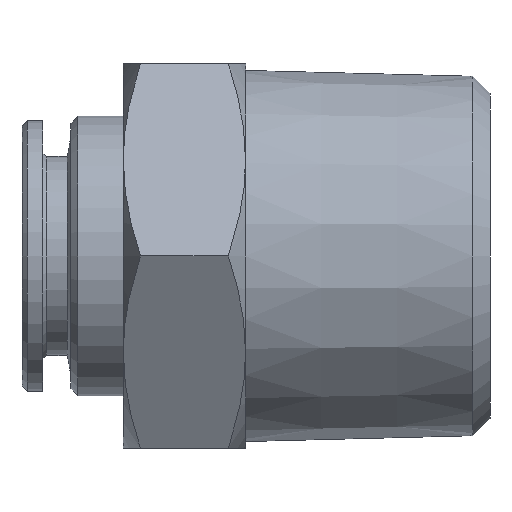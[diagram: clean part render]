
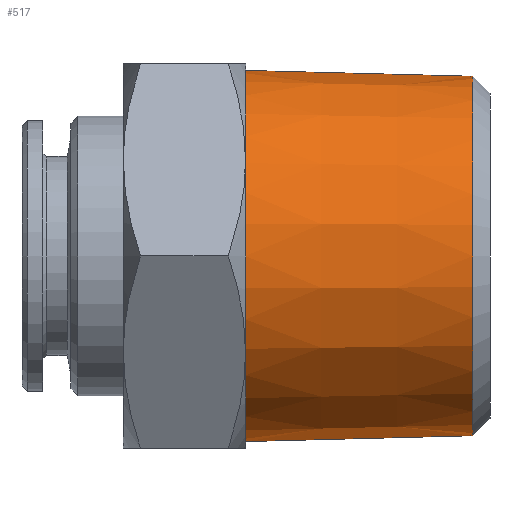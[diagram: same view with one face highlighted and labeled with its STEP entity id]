
A CAD part, left-side view. The second image highlights one B-rep face of the part: STEP entity #517.
In plain terms, the highlighted conical face has half-angle 1.47 degrees and reference radius 10.626 mm.
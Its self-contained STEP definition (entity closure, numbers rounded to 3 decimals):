
#53 = EDGE_CURVE ( 'NONE', #273, #54, #714, .T. ) ;
#54 = VERTEX_POINT ( 'NONE', #705 ) ;
#57 = VERTEX_POINT ( 'NONE', #699 ) ;
#59 = EDGE_CURVE ( 'NONE', #245, #57, #698, .T. ) ;
#245 = VERTEX_POINT ( 'NONE', #871 ) ;
#273 = VERTEX_POINT ( 'NONE', #1123 ) ;
#424 = EDGE_CURVE ( 'NONE', #57, #54, #1332, .T. ) ;
#432 = ORIENTED_EDGE ( 'NONE', *, *, #53, .F. ) ;
#433 = ORIENTED_EDGE ( 'NONE', *, *, #516, .F. ) ;
#434 = ORIENTED_EDGE ( 'NONE', *, *, #59, .T. ) ;
#435 = ORIENTED_EDGE ( 'NONE', *, *, #424, .T. ) ;
#516 = EDGE_CURVE ( 'NONE', #245, #273, #1312, .T. ) ;
#517 = ADVANCED_FACE ( 'NONE', ( #1296 ), #1295, .T. ) ;
#518 = EDGE_LOOP ( 'NONE', ( #432, #433, #434, #435 ) ) ;
#695 = DIRECTION ( 'NONE',  ( 0., 1., 0.026 ) ) ;
#696 = VECTOR ( 'NONE', #695, 1000. ) ;
#697 = CARTESIAN_POINT ( 'NONE',  ( 0., 14., 10.626 ) ) ;
#698 = LINE ( 'NONE', #697, #696 ) ;
#699 = CARTESIAN_POINT ( 'NONE',  ( 0., 14., 10.626 ) ) ;
#705 = CARTESIAN_POINT ( 'NONE',  ( 0., 14., -10.626 ) ) ;
#706 = DIRECTION ( 'NONE',  ( 0., 1., -0.026 ) ) ;
#707 = VECTOR ( 'NONE', #706, 1000. ) ;
#708 = CARTESIAN_POINT ( 'NONE',  ( 0., 14., -10.626 ) ) ;
#714 = LINE ( 'NONE', #708, #707 ) ;
#871 = CARTESIAN_POINT ( 'NONE',  ( 0., 1., 10.293 ) ) ;
#1123 = CARTESIAN_POINT ( 'NONE',  ( 0., 1., -10.293 ) ) ;
#1290 = DIRECTION ( 'NONE',  ( 0., 0., 1. ) ) ;
#1291 = DIRECTION ( 'NONE',  ( 0., 1., 0. ) ) ;
#1292 = CARTESIAN_POINT ( 'NONE',  ( 0., 14., 0. ) ) ;
#1293 = AXIS2_PLACEMENT_3D ( 'NONE', #1292, #1291, #1290 ) ;
#1295 = CONICAL_SURFACE ( 'NONE', #1293, 10.626, 0.026 ) ;
#1296 = FACE_OUTER_BOUND ( 'NONE', #518, .T. ) ;
#1297 = DIRECTION ( 'NONE',  ( 0., 0., -1. ) ) ;
#1298 = DIRECTION ( 'NONE',  ( 0., -1., 0. ) ) ;
#1310 = CARTESIAN_POINT ( 'NONE',  ( 0., 1., 0. ) ) ;
#1311 = AXIS2_PLACEMENT_3D ( 'NONE', #1310, #1298, #1297 ) ;
#1312 = CIRCLE ( 'NONE', #1311, 10.293 ) ;
#1332 = CIRCLE ( 'NONE', #1379, 10.626 ) ;
#1375 = DIRECTION ( 'NONE',  ( 0., 0., -1. ) ) ;
#1376 = DIRECTION ( 'NONE',  ( 0., -1., 0. ) ) ;
#1377 = CARTESIAN_POINT ( 'NONE',  ( 0., 14., 0. ) ) ;
#1379 = AXIS2_PLACEMENT_3D ( 'NONE', #1377, #1376, #1375 ) ;
